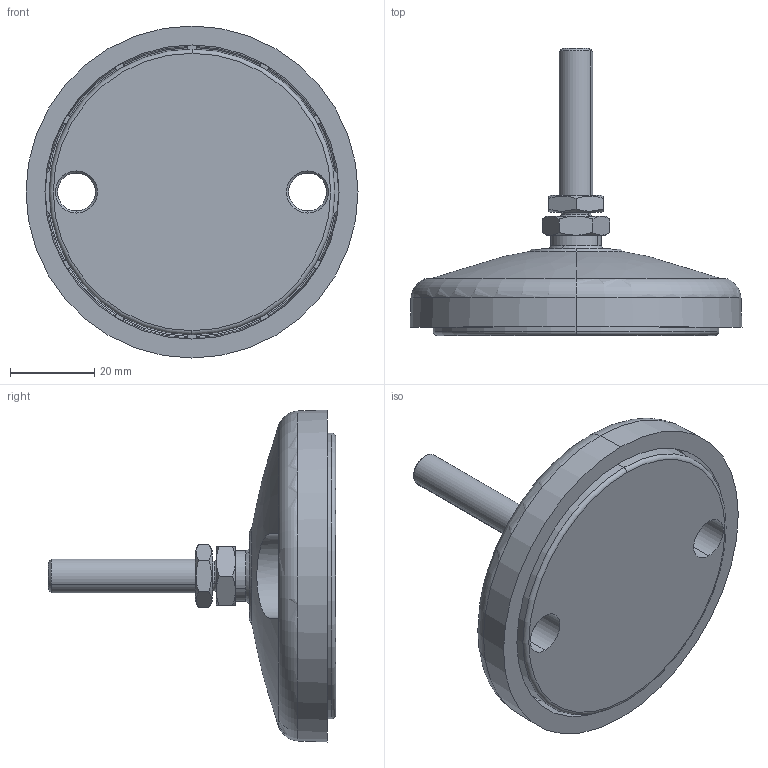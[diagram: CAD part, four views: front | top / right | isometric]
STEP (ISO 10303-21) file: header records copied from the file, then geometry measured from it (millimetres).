
FILE_DESCRIPTION (( 'STEP AP203' ), '1' );
FILE_NAME ('7003-00756.asm.step', '2024-02-26T13:37:58', ( '' ), ( '' ), 'SwSTEP 2.0', 'SolidWorks 2022', '' );
FILE_SCHEMA (( 'CONFIG_CONTROL_DESIGN' ));
Length unit declared in the file: millimetre
Products named in the file (5): 7003-00757; 7003-00749; 7003-00554; 7003-00712; 7003-00756.asm
Assembly tree (4 placements, depth 2):
  7003-00756.asm
    7003-00757
    7003-00554
    7003-00712
    7003-00749
Bounding box: 79 x 68.4 x 79 mm (x, y, z)
Volume: 61094.4 mm3; surface area: 31745.1 mm2
Topology: 4 solids, 4 shells, 320 faces, 946 edges, 614 vertices
Faces by surface type: plane 119, cylinder 92, cone 54, torus 49, sphere 4, bspline 2
Entity records: 12448 total; most frequent: CARTESIAN_POINT 3500, ORIENTED_EDGE 1882, DIRECTION 1722, EDGE_CURVE 941, AXIS2_PLACEMENT_3D 702, VERTEX_POINT 611, CIRCLE 377, EDGE_LOOP 338
